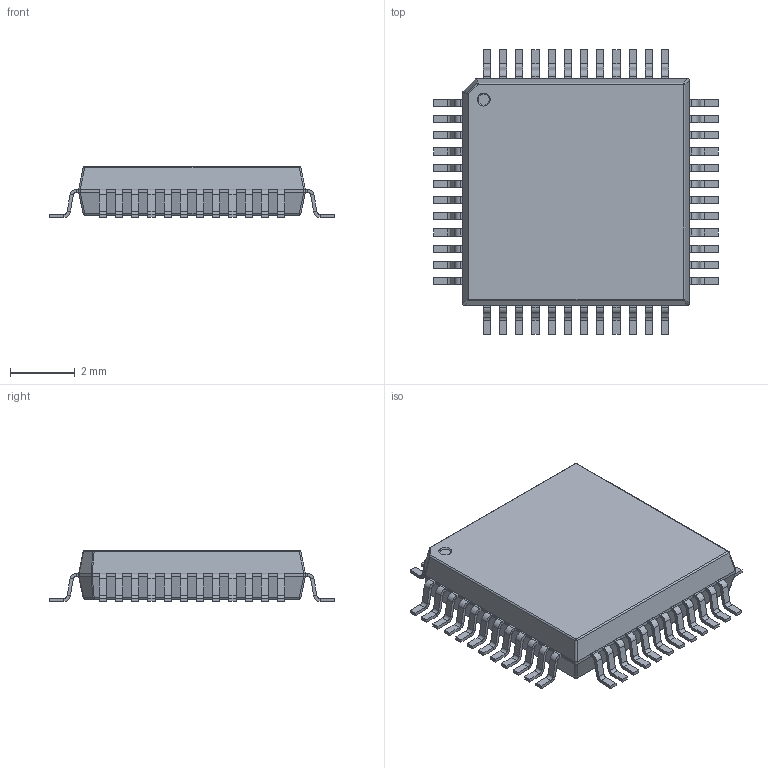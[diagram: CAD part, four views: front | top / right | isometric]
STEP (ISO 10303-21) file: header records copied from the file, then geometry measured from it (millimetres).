
FILE_DESCRIPTION (( 'STEP AP214' ), '1' );
FILE_NAME ('User Library-LQFP48-0.5.STEP', '2014-08-26T08:01:06', ( 'Windows User' ), ( '' ), 'SwSTEP 2.0', 'SolidWorks 2014', '' );
FILE_SCHEMA (( 'AUTOMOTIVE_DESIGN' ));
Length unit declared in the file: millimetre
Products named in the file (1): User Library-LQFP48-0.5
Bounding box: 8.77 x 8.77 x 1.57 mm (x, y, z)
Volume: 72 mm3; surface area: 177.3 mm2
Topology: 49 solids, 49 shells, 1111 faces, 2238 edges, 1226 vertices
Faces by surface type: plane 882, cylinder 217, sphere 10, cone 2
Entity records: 39796 total; most frequent: DIRECTION 4858, CARTESIAN_POINT 4642, ORIENTED_EDGE 4476, EDGE_CURVE 2238, VECTOR 1798, LINE 1798, AXIS2_PLACEMENT_3D 1530, VERTEX_POINT 1226
